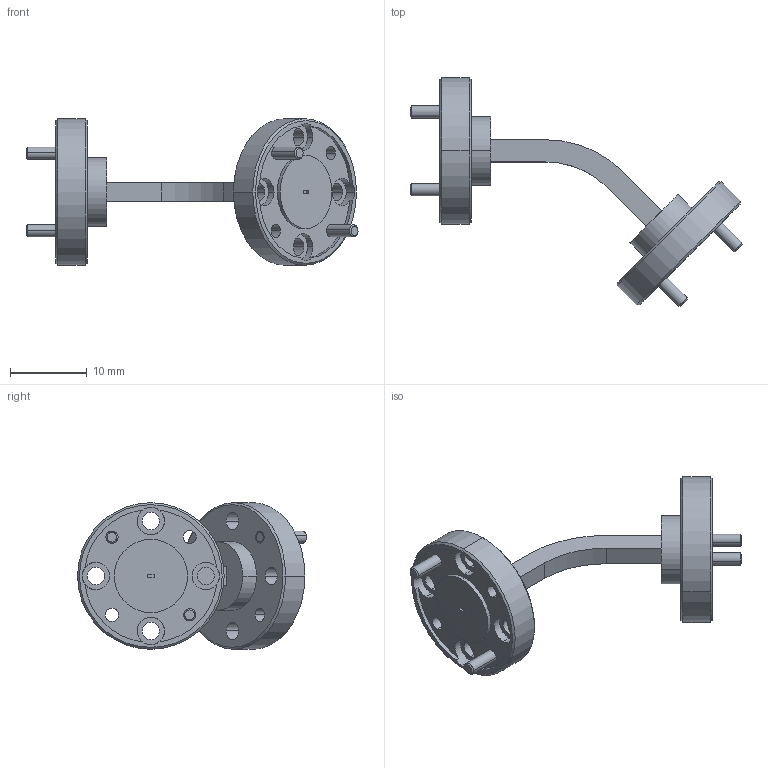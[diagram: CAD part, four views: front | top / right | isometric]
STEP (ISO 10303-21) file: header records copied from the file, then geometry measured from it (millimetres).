
FILE_DESCRIPTION (( 'STEP AP214' ), '1' );
FILE_NAME ('WB-H03-5-A, Defeatured.STEP', '2025-01-30T22:39:39', ( '' ), ( '' ), 'SwSTEP 2.0', 'SolidWorks 2021', '' );
FILE_SCHEMA (( 'AUTOMOTIVE_DESIGN' ));
Length unit declared in the file: inch
Products named in the file (1): WB-H03-5-A, Defeatured
Bounding box: 43.15 x 29.75 x 19.05 mm (x, y, z)
Volume: 2461.7 mm3; surface area: 2585.9 mm2
Topology: 5 solids, 7 shells, 160 faces, 384 edges, 248 vertices
Faces by surface type: cylinder 80, plane 56, cone 24
Entity records: 6888 total; most frequent: DIRECTION 906, CARTESIAN_POINT 793, ORIENTED_EDGE 768, EDGE_CURVE 384, AXIS2_PLACEMENT_3D 361, VERTEX_POINT 248, EDGE_LOOP 202, CIRCLE 200
